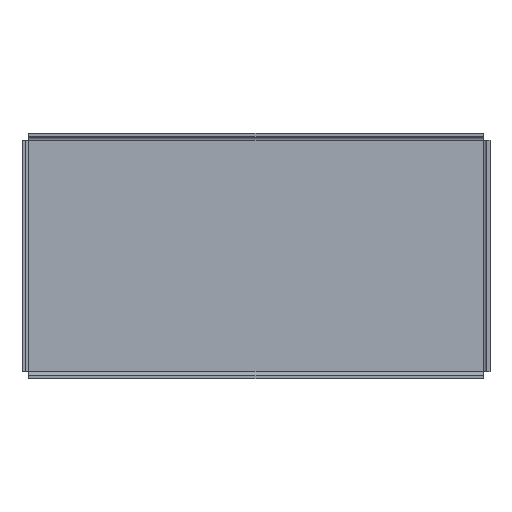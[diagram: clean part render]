
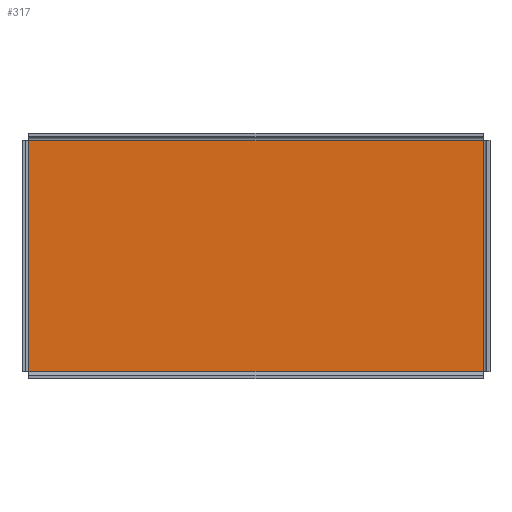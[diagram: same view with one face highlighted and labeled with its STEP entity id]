
A CAD part, top view. The second image highlights one B-rep face of the part: STEP entity #317.
In plain terms, the highlighted planar face has unit normal (0, 0, 1).
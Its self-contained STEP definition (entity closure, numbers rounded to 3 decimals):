
#72 = VERTEX_POINT('',#73);
#73 = CARTESIAN_POINT('',(53.725,27.375,0.8));
#201 = VERTEX_POINT('',#202);
#202 = CARTESIAN_POINT('',(53.725,-27.375,0.8));
#209 = EDGE_CURVE('',#72,#201,#210,.T.);
#210 = LINE('',#211,#212);
#211 = CARTESIAN_POINT('',(53.725,27.375,0.8));
#212 = VECTOR('',#213,1.);
#213 = DIRECTION('',(0.,-1.,0.));
#317 = ADVANCED_FACE('',(#318),#343,.T.);
#318 = FACE_BOUND('',#319,.F.);
#319 = EDGE_LOOP('',(#320,#328,#329,#337));
#320 = ORIENTED_EDGE('',*,*,#321,.T.);
#321 = EDGE_CURVE('',#322,#72,#324,.T.);
#322 = VERTEX_POINT('',#323);
#323 = CARTESIAN_POINT('',(-53.725,27.375,0.8));
#324 = LINE('',#325,#326);
#325 = CARTESIAN_POINT('',(-53.725,27.375,0.8));
#326 = VECTOR('',#327,1.);
#327 = DIRECTION('',(1.,0.,0.));
#328 = ORIENTED_EDGE('',*,*,#209,.T.);
#329 = ORIENTED_EDGE('',*,*,#330,.T.);
#330 = EDGE_CURVE('',#201,#331,#333,.T.);
#331 = VERTEX_POINT('',#332);
#332 = CARTESIAN_POINT('',(-53.725,-27.375,0.8));
#333 = LINE('',#334,#335);
#334 = CARTESIAN_POINT('',(53.725,-27.375,0.8));
#335 = VECTOR('',#336,1.);
#336 = DIRECTION('',(-1.,0.,0.));
#337 = ORIENTED_EDGE('',*,*,#338,.T.);
#338 = EDGE_CURVE('',#331,#322,#339,.T.);
#339 = LINE('',#340,#341);
#340 = CARTESIAN_POINT('',(-53.725,-27.375,0.8));
#341 = VECTOR('',#342,1.);
#342 = DIRECTION('',(0.,1.,0.));
#343 = PLANE('',#344);
#344 = AXIS2_PLACEMENT_3D('',#345,#346,#347);
#345 = CARTESIAN_POINT('',(0.,0.,0.8));
#346 = DIRECTION('',(0.,0.,1.));
#347 = DIRECTION('',(1.,0.,0.));
